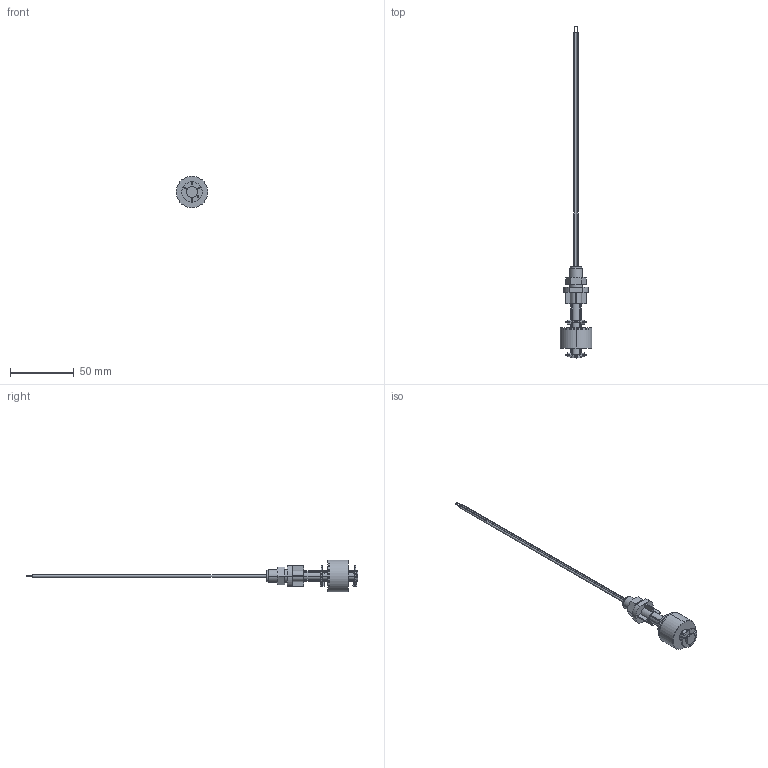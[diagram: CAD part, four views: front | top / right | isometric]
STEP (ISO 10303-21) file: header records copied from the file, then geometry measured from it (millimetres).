
FILE_DESCRIPTION (( 'STEP AP214' ), '1' );
FILE_NAME ('P003AC-200.STEP', '2020-02-03T11:38:50', ( '' ), ( '' ), 'SwSTEP 2.0', 'SolidWorks 2019', '' );
FILE_SCHEMA (( 'AUTOMOTIVE_DESIGN' ));
Length unit declared in the file: millimetre
Products named in the file (1): P003AC-200
Bounding box: 25 x 260.5 x 25 mm (x, y, z)
Surface area: 8733.6 mm2 (no closed solid volume)
Topology: 0 solids, 19 shells, 223 faces, 1160 edges, 918 vertices
Faces by surface type: plane 121, cylinder 61, torus 20, bspline 13, cone 8
Entity records: 15878 total; most frequent: CARTESIAN_POINT 5035, ORIENTED_EDGE 1549, DIRECTION 1535, EDGE_CURVE 1160, VERTEX_POINT 918, LINE 683, VECTOR 683, AXIS2_PLACEMENT_3D 426
